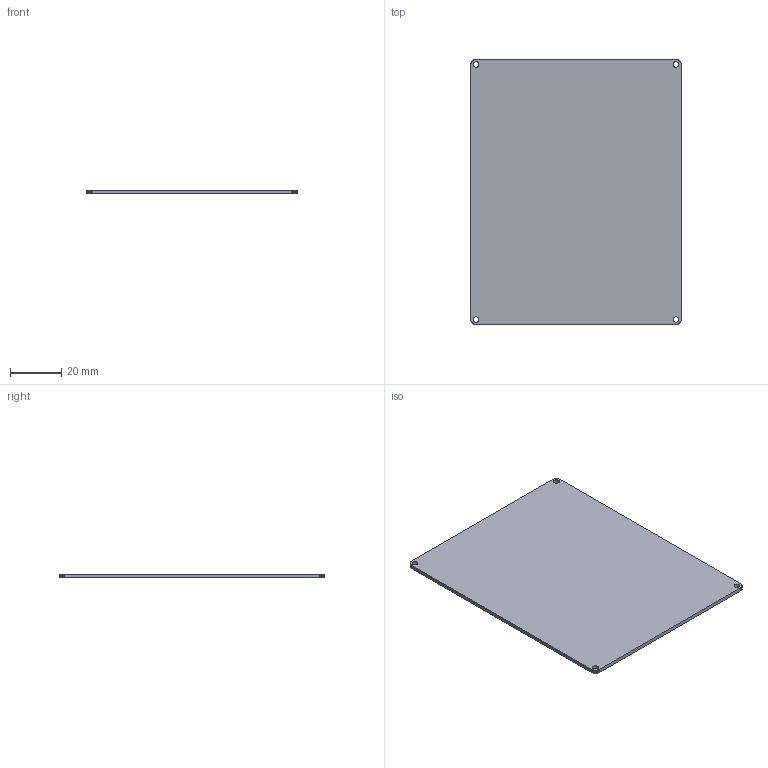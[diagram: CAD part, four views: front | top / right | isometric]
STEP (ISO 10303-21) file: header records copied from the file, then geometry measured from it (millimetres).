
FILE_DESCRIPTION(('KiCad electronic assembly'),'2;1');
FILE_NAME('backplate.step','2025-05-21T13:48:27',('Pcbnew'),('Kicad'), 'Open CASCADE STEP processor 7.7','KiCad to STEP converter','Unknown' );
FILE_SCHEMA(('AUTOMOTIVE_DESIGN { 1 0 10303 214 1 1 1 1 }'));
Length unit declared in the file: millimetre
Products named in the file (2): backplate 1; _autosave-switchplate PCB
Assembly tree (1 placements, depth 2):
  backplate 1
    _autosave-switchplate PCB
Bounding box: 82 x 103.53 x 1.5 mm (x, y, z)
Volume: 12705.8 mm3; surface area: 17533.9 mm2
Topology: 1 solids, 1 shells, 54 faces, 156 edges, 104 vertices
Faces by surface type: plane 50, cylinder 4
Full cylindrical faces by diameter (mm): 2.2 x4
Entity records: 3865 total; most frequent: CARTESIAN_POINT 676, DIRECTION 580, LINE 452, VECTOR 452, ORIENTED_EDGE 312, PCURVE 312, DEFINITIONAL_REPRESENTATION 312, EDGE_CURVE 156
